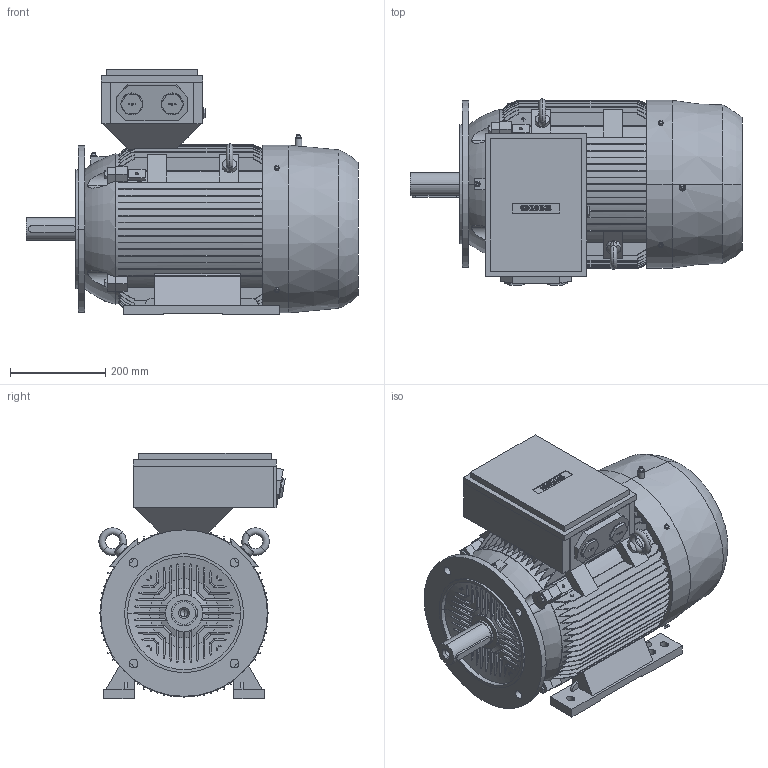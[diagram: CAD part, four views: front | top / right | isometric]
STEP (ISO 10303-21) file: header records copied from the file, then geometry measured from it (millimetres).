
FILE_DESCRIPTION(('STEP AP214'),'1');
FILE_NAME('cctmp_0D2CB2F0-FB92-4DD5-BBEA-01EBB8838CB4_2023_06_26_14_27_34_0232..stp','2023-06-26T12:27:35',('SIEMENS A&D'),('CADClick - www.CADClick.com'),'Spatial InterOp 3D',' ','unknown authorization');
FILE_SCHEMA(('AUTOMOTIVE_DESIGN'));
Length unit declared in the file: millimetre
Products named in the file (1): 2023_06_26_14_27_34_0201
Bounding box: 698 x 391.89 x 516 mm (x, y, z)
Volume: 58648550.4 mm3; surface area: 2077440.7 mm2
Topology: 1 solids, 1 shells, 1398 faces, 3902 edges, 2564 vertices
Faces by surface type: plane 894, cylinder 316, torus 154, cone 34
Entity records: 64564 total; most frequent: CARTESIAN_POINT 17836, ORIENTED_EDGE 7784, DIRECTION 7110, EDGE_CURVE 3892, VERTEX_POINT 2564, AXIS2_PLACEMENT_3D 2464, LINE 2182, VECTOR 2182
